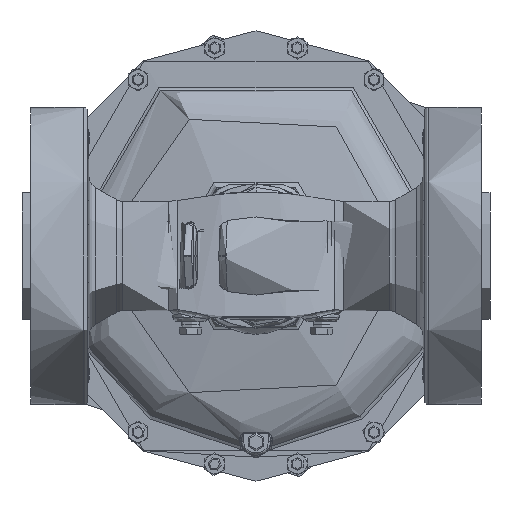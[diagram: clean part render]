
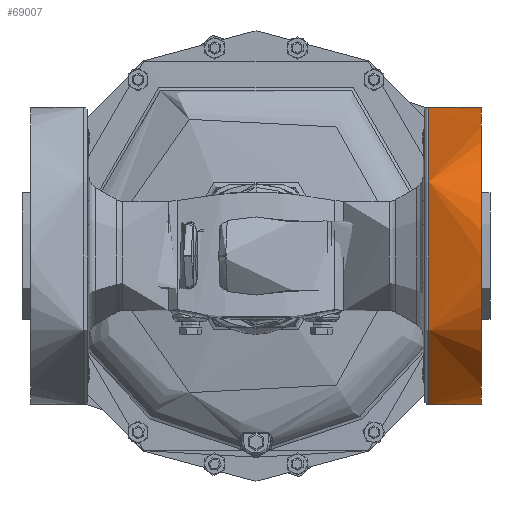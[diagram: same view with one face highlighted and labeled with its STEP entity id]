
A CAD part, front view. The second image highlights one B-rep face of the part: STEP entity #69007.
In plain terms, the highlighted cylindrical face has radius 107.95 mm (diameter 215.9 mm), a partial arc.
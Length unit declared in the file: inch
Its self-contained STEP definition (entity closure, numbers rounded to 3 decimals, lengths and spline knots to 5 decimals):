
#3992 = CARTESIAN_POINT ( 'NONE',  ( -6.7705, -1.58751, 4.25 ) ) ;
#5954 = VERTEX_POINT ( 'NONE', #143883 ) ;
#6667 = DIRECTION ( 'NONE',  ( 1., 0., 0. ) ) ;
#14802 = EDGE_CURVE ( 'NONE', #70432, #5954, #122540, .T. ) ;
#17896 = DIRECTION ( 'NONE',  ( -1., 0., 0. ) ) ;
#18993 = ORIENTED_EDGE ( 'NONE', *, *, #63664, .F. ) ;
#27070 = CIRCLE ( 'NONE', #108732, 4.25 ) ;
#32652 = ORIENTED_EDGE ( 'NONE', *, *, #14802, .T. ) ;
#33494 = CIRCLE ( 'NONE', #132935, 4.25 ) ;
#35515 = VECTOR ( 'NONE', #71818, 39.37008 ) ;
#39569 = DIRECTION ( 'NONE',  ( -1., 0., 0. ) ) ;
#46307 = VERTEX_POINT ( 'NONE', #92121 ) ;
#47413 = ORIENTED_EDGE ( 'NONE', *, *, #128122, .T. ) ;
#52879 = CARTESIAN_POINT ( 'NONE',  ( 6.4375, -1.58751, -4.25 ) ) ;
#63458 = DIRECTION ( 'NONE',  ( 0., 0., 1. ) ) ;
#63664 = EDGE_CURVE ( 'NONE', #115757, #46307, #140195, .T. ) ;
#69007 = ADVANCED_FACE ( 'NONE', ( #143823 ), #110075, .T. ) ;
#70432 = VERTEX_POINT ( 'NONE', #129952 ) ;
#71818 = DIRECTION ( 'NONE',  ( -1., 0., 0. ) ) ;
#74503 = CARTESIAN_POINT ( 'NONE',  ( 4.93534, -1.58751, 0. ) ) ;
#85897 = DIRECTION ( 'NONE',  ( 0., 0., -1. ) ) ;
#92121 = CARTESIAN_POINT ( 'NONE',  ( 4.93534, -1.58751, -4.25 ) ) ;
#95334 = AXIS2_PLACEMENT_3D ( 'NONE', #108544, #17896, #63458 ) ;
#103876 = DIRECTION ( 'NONE',  ( -1., 0., 0. ) ) ;
#106396 = VECTOR ( 'NONE', #103876, 39.37008 ) ;
#107461 = CARTESIAN_POINT ( 'NONE',  ( 6.4375, -1.58751, 0. ) ) ;
#108530 = EDGE_CURVE ( 'NONE', #5954, #46307, #27070, .T. ) ;
#108544 = CARTESIAN_POINT ( 'NONE',  ( -6.7705, -1.58751, 0. ) ) ;
#108732 = AXIS2_PLACEMENT_3D ( 'NONE', #74503, #6667, #85897 ) ;
#110075 = CYLINDRICAL_SURFACE ( 'NONE', #95334, 4.25 ) ;
#115153 = CARTESIAN_POINT ( 'NONE',  ( -6.7705, -1.58751, -4.25 ) ) ;
#115757 = VERTEX_POINT ( 'NONE', #52879 ) ;
#118107 = EDGE_LOOP ( 'NONE', ( #18993, #47413, #32652, #131298 ) ) ;
#118925 = DIRECTION ( 'NONE',  ( 0., 0., 1. ) ) ;
#122540 = LINE ( 'NONE', #3992, #35515 ) ;
#128122 = EDGE_CURVE ( 'NONE', #115757, #70432, #33494, .T. ) ;
#129952 = CARTESIAN_POINT ( 'NONE',  ( 6.4375, -1.58751, 4.25 ) ) ;
#131298 = ORIENTED_EDGE ( 'NONE', *, *, #108530, .T. ) ;
#132935 = AXIS2_PLACEMENT_3D ( 'NONE', #107461, #39569, #118925 ) ;
#140195 = LINE ( 'NONE', #115153, #106396 ) ;
#143823 = FACE_OUTER_BOUND ( 'NONE', #118107, .T. ) ;
#143883 = CARTESIAN_POINT ( 'NONE',  ( 4.93534, -1.58751, 4.25 ) ) ;
